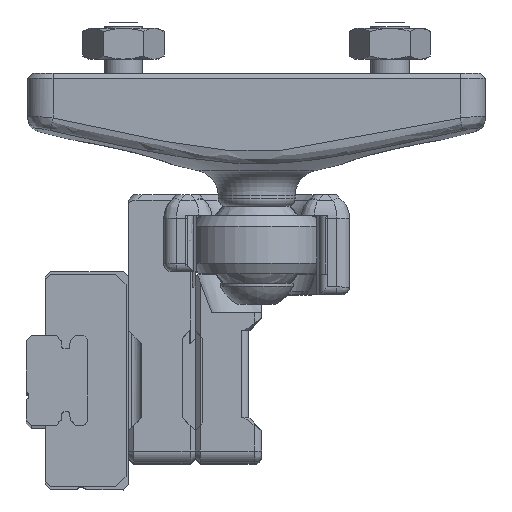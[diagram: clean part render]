
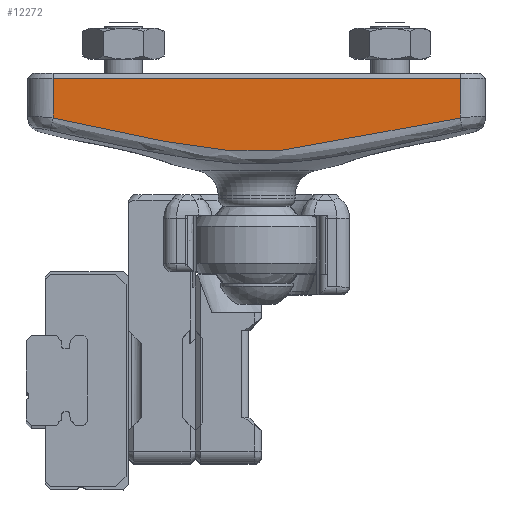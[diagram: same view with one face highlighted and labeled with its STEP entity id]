
A CAD part, top view. The second image highlights one B-rep face of the part: STEP entity #12272.
In plain terms, the highlighted face is planar.
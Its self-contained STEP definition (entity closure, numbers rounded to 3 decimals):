
#1124=FACE_OUTER_BOUND('',#1837,.T.);
#1837=EDGE_LOOP('',(#9735,#9736,#9737,#9738));
#2304=B_SPLINE_CURVE_WITH_KNOTS('',3,(#19927,#19928,#19929,#19930,#19931,
#19932,#19933,#19934,#19935,#19936),.UNSPECIFIED.,.F.,.F.,(4,1,1,1,1,1,
1,4),(0.,0.461,0.922,1.384,1.845,
2.306,2.767,3.228),.UNSPECIFIED.);
#3174=LINE('',#19906,#4072);
#3177=LINE('',#19918,#4075);
#3178=LINE('',#19926,#4076);
#4072=VECTOR('',#15735,10.);
#4075=VECTOR('',#15742,10.);
#4076=VECTOR('',#15745,10.);
#5458=VERTEX_POINT('',#19878);
#5464=VERTEX_POINT('',#19902);
#5467=VERTEX_POINT('',#19917);
#5468=VERTEX_POINT('',#19925);
#6982=EDGE_CURVE('',#5458,#5464,#3174,.T.);
#6986=EDGE_CURVE('',#5464,#5467,#3177,.T.);
#6988=EDGE_CURVE('',#5468,#5458,#3178,.T.);
#6989=EDGE_CURVE('',#5467,#5468,#2304,.T.);
#9735=ORIENTED_EDGE('',*,*,#6982,.F.);
#9736=ORIENTED_EDGE('',*,*,#6988,.F.);
#9737=ORIENTED_EDGE('',*,*,#6989,.F.);
#9738=ORIENTED_EDGE('',*,*,#6986,.F.);
#11807=PLANE('',#13384);
#12272=ADVANCED_FACE('',(#1124),#11807,.T.);
#13384=AXIS2_PLACEMENT_3D('',#19924,#15743,#15744);
#15735=DIRECTION('',(0.,0.,-1.));
#15742=DIRECTION('',(-1.,0.,0.));
#15743=DIRECTION('center_axis',(0.,-1.,0.));
#15744=DIRECTION('ref_axis',(0.,0.,1.));
#15745=DIRECTION('',(1.,0.,0.));
#19878=CARTESIAN_POINT('',(23.6,7.9,20.7));
#19902=CARTESIAN_POINT('',(23.6,7.9,-11.1));
#19906=CARTESIAN_POINT('',(23.6,7.9,-4.15));
#19917=CARTESIAN_POINT('',(20.486,7.9,-11.1));
#19918=CARTESIAN_POINT('',(24.,7.9,-11.1));
#19924=CARTESIAN_POINT('Origin',(24.,7.9,-13.1));
#19925=CARTESIAN_POINT('',(20.486,7.9,20.7));
#19926=CARTESIAN_POINT('',(24.,7.9,20.7));
#19927=CARTESIAN_POINT('Ctrl Pts',(20.486,7.9,-11.1));
#19928=CARTESIAN_POINT('Ctrl Pts',(20.147,7.9,-9.6));
#19929=CARTESIAN_POINT('Ctrl Pts',(19.478,7.9,-6.598));
#19930=CARTESIAN_POINT('Ctrl Pts',(18.572,7.9,-2.078));
#19931=CARTESIAN_POINT('Ctrl Pts',(17.857,7.9,2.486));
#19932=CARTESIAN_POINT('Ctrl Pts',(17.86,7.9,7.114));
#19933=CARTESIAN_POINT('Ctrl Pts',(18.575,7.9,11.678));
#19934=CARTESIAN_POINT('Ctrl Pts',(19.48,7.9,16.198));
#19935=CARTESIAN_POINT('Ctrl Pts',(20.147,7.9,19.2));
#19936=CARTESIAN_POINT('Ctrl Pts',(20.486,7.9,20.7));
